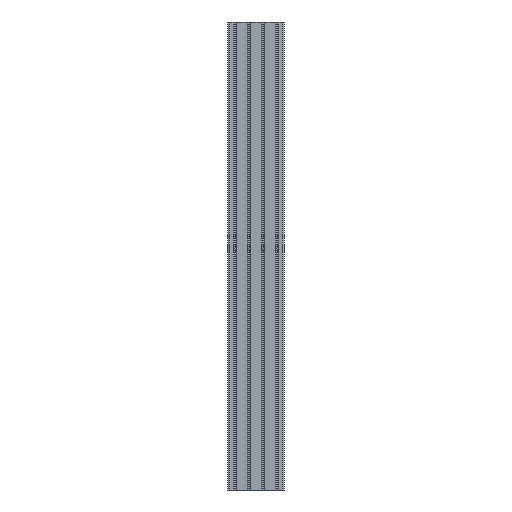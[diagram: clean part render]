
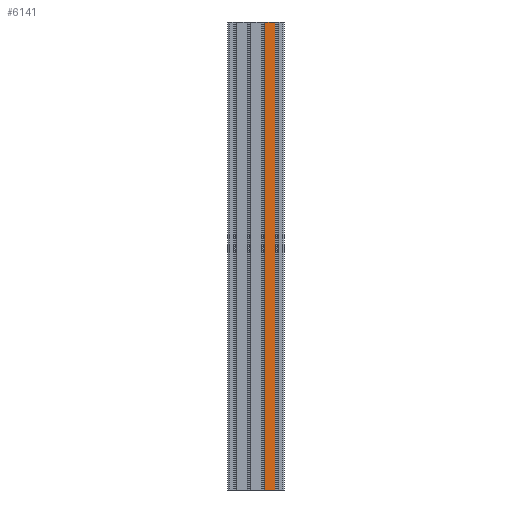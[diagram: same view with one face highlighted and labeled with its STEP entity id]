
A CAD part, front view. The second image highlights one B-rep face of the part: STEP entity #6141.
In plain terms, the highlighted planar face has unit normal (0, -1, 0).
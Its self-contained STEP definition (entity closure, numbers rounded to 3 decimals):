
#132=PLANE($,#6644);
#379=FACE_OUTER_BOUND($,#699,.T.);
#699=EDGE_LOOP($,(#4643,#4644,#4645,#4646));
#1199=LINE($,#9855,#1807);
#1200=LINE($,#9858,#1808);
#1201=LINE($,#9860,#1809);
#1202=LINE($,#9861,#1810);
#1807=VECTOR($,#7984,1000.);
#1808=VECTOR($,#7987,21.8);
#1809=VECTOR($,#7988,21.8);
#1810=VECTOR($,#7989,1000.);
#2751=VERTEX_POINT($,#9851);
#2752=VERTEX_POINT($,#9853);
#2753=VERTEX_POINT($,#9857);
#2754=VERTEX_POINT($,#9859);
#3545=EDGE_CURVE($,#2751,#2752,#1199,.T.);
#3546=EDGE_CURVE($,#2753,#2751,#1200,.T.);
#3547=EDGE_CURVE($,#2754,#2752,#1201,.T.);
#3548=EDGE_CURVE($,#2753,#2754,#1202,.T.);
#4643=ORIENTED_EDGE($,*,*,#3546,.T.);
#4644=ORIENTED_EDGE($,*,*,#3545,.T.);
#4645=ORIENTED_EDGE($,*,*,#3547,.F.);
#4646=ORIENTED_EDGE($,*,*,#3548,.F.);
#6141=ADVANCED_FACE($,(#379),#132,.T.);
#6644=AXIS2_PLACEMENT_3D($,#9856,#7985,#7986);
#7984=DIRECTION($,(0.,0.,1.));
#7985=DIRECTION('center_axis',(0.,-1.,0.));
#7986=DIRECTION('ref_axis',(1.,0.,0.));
#7987=DIRECTION($,(1.,0.,0.));
#7988=DIRECTION($,(1.,0.,0.));
#7989=DIRECTION($,(0.,0.,1.));
#9851=CARTESIAN_POINT('',(21.8,-60.,0.));
#9853=CARTESIAN_POINT('',(21.8,-60.,1000.));
#9855=CARTESIAN_POINT($,(21.8,-60.,0.));
#9856=CARTESIAN_POINT('Origin',(0.,-60.,
0.));
#9857=CARTESIAN_POINT('',(0.,-60.,0.));
#9858=CARTESIAN_POINT($,(0.,-60.,0.));
#9859=CARTESIAN_POINT('',(0.,-60.,1000.));
#9860=CARTESIAN_POINT($,(0.,-60.,1000.));
#9861=CARTESIAN_POINT($,(0.,-60.,0.));
